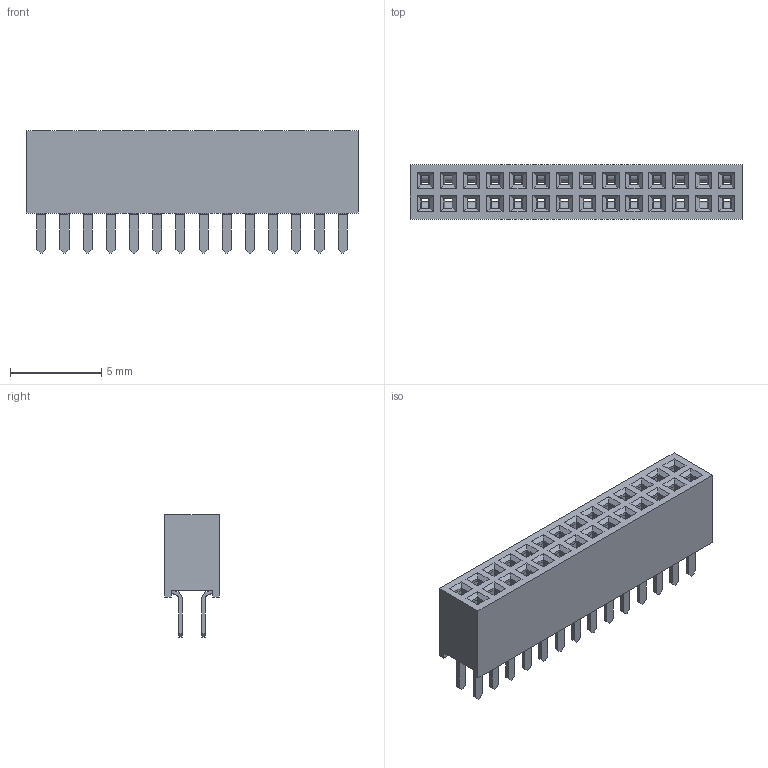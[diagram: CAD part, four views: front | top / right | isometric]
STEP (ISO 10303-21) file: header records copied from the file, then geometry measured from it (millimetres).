
FILE_DESCRIPTION(/* description */ ('Unknown'),/* implementation_level */ '2;1');
FILE_NAME(/* name */ '62202821821',/* time_stamp */ '2016-11-09T11:52:04+01:00',/* author */ ('Unknown'),/* organization */ ('Unknown'),/* preprocessor_version */ 'ST-DEVELOPER v16.7',/* originating_system */ 'DEX',/* authorisation */ $);
FILE_SCHEMA (('AUTOMOTIVE_DESIGN {1 0 10303 214 3 1 1}'));
Length unit declared in the file: millimetre
Products named in the file (3): 6220xx21821; 62202821821
Assembly tree (29 placements, depth 2):
  6220xx21821
    62202821821
    6220xx21821  x28
Bounding box: 18.18 x 3 x 6.7 mm (x, y, z)
Volume: 166.6 mm3; surface area: 1322 mm2
Topology: 29 solids, 29 shells, 2474 faces, 6632 edges, 4216 vertices
Faces by surface type: plane 1634, cylinder 784, bspline 56
Entity records: 20270 total; most frequent: CARTESIAN_POINT 3616, ORIENTED_EDGE 3544, DIRECTION 3150, EDGE_CURVE 1772, LINE 1710, VECTOR 1710, VERTEX_POINT 1138, AXIS2_PLACEMENT_3D 720
